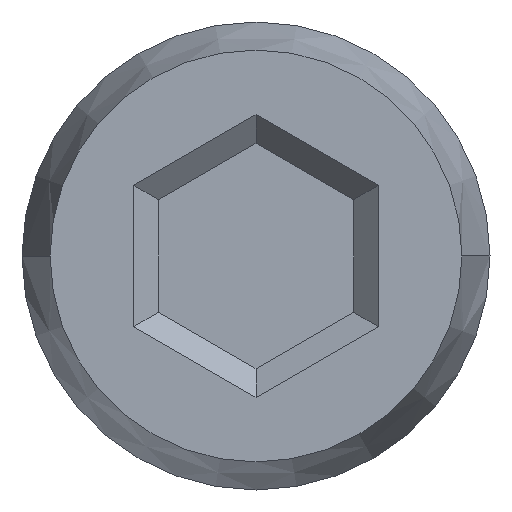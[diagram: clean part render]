
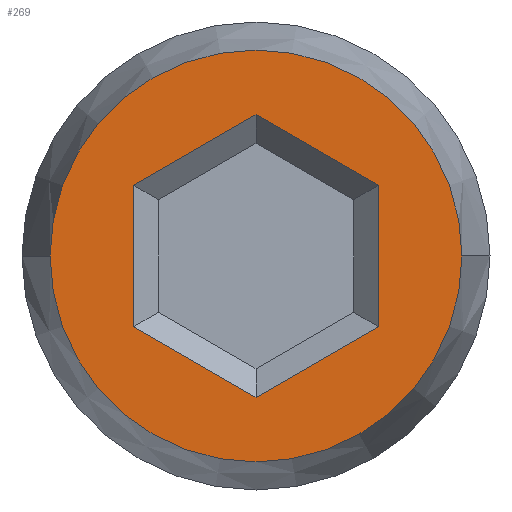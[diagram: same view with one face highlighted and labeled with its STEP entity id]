
A CAD part, left-side view. The second image highlights one B-rep face of the part: STEP entity #269.
In plain terms, the highlighted planar face has unit normal (-1, 0, 0).
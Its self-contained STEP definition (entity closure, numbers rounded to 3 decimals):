
#143 = ORIENTED_EDGE ( 'NONE', *, *, #221, .T. ) ;
#201 = ORIENTED_EDGE ( 'NONE', *, *, #202, .T. ) ;
#202 = EDGE_CURVE ( 'NONE', #222, #239, #922, .T. ) ;
#210 = EDGE_CURVE ( 'NONE', #239, #211, #1068, .T. ) ;
#211 = VERTEX_POINT ( 'NONE', #1064 ) ;
#212 = VERTEX_POINT ( 'NONE', #1063 ) ;
#221 = EDGE_CURVE ( 'NONE', #271, #222, #883, .T. ) ;
#222 = VERTEX_POINT ( 'NONE', #879 ) ;
#231 = VERTEX_POINT ( 'NONE', #931 ) ;
#232 = EDGE_CURVE ( 'NONE', #261, #231, #930, .T. ) ;
#239 = VERTEX_POINT ( 'NONE', #992 ) ;
#240 = ORIENTED_EDGE ( 'NONE', *, *, #210, .T. ) ;
#255 = EDGE_LOOP ( 'NONE', ( #259, #143, #201, #240, #273, #275 ) ) ;
#259 = ORIENTED_EDGE ( 'NONE', *, *, #260, .T. ) ;
#260 = EDGE_CURVE ( 'NONE', #270, #271, #1186, .T. ) ;
#261 = VERTEX_POINT ( 'NONE', #1136 ) ;
#269 = ADVANCED_FACE ( 'NONE', ( #1150, #1149 ), #1162, .T. ) ;
#270 = VERTEX_POINT ( 'NONE', #1101 ) ;
#271 = VERTEX_POINT ( 'NONE', #1100 ) ;
#273 = ORIENTED_EDGE ( 'NONE', *, *, #274, .T. ) ;
#274 = EDGE_CURVE ( 'NONE', #211, #212, #1099, .T. ) ;
#275 = ORIENTED_EDGE ( 'NONE', *, *, #276, .T. ) ;
#276 = EDGE_CURVE ( 'NONE', #212, #270, #1128, .T. ) ;
#277 = EDGE_LOOP ( 'NONE', ( #278, #279 ) ) ;
#278 = ORIENTED_EDGE ( 'NONE', *, *, #232, .F. ) ;
#279 = ORIENTED_EDGE ( 'NONE', *, *, #280, .F. ) ;
#280 = EDGE_CURVE ( 'NONE', #231, #261, #1123, .T. ) ;
#879 = CARTESIAN_POINT ( 'NONE',  ( -12.716, 2.722, -1.412 ) ) ;
#880 = DIRECTION ( 'NONE',  ( 0., 0.866, 0.5 ) ) ;
#881 = VECTOR ( 'NONE', #880, 1000. ) ;
#882 = CARTESIAN_POINT ( 'NONE',  ( -12.716, 2.595, -1.485 ) ) ;
#883 = LINE ( 'NONE', #882, #881 ) ;
#914 = DIRECTION ( 'NONE',  ( 0., 0., 1. ) ) ;
#915 = VECTOR ( 'NONE', #914, 1000. ) ;
#916 = CARTESIAN_POINT ( 'NONE',  ( -12.716, 2.722, -0.119 ) ) ;
#922 = LINE ( 'NONE', #916, #915 ) ;
#927 = DIRECTION ( 'NONE',  ( 1., 0., 0. ) ) ;
#928 = CARTESIAN_POINT ( 'NONE',  ( -12.716, 1.475, -0.692 ) ) ;
#929 = AXIS2_PLACEMENT_3D ( 'NONE', #928, #927, #1004 ) ;
#930 = CIRCLE ( 'NONE', #929, 2.095 ) ;
#931 = CARTESIAN_POINT ( 'NONE',  ( -12.716, -0.62, -0.692 ) ) ;
#992 = CARTESIAN_POINT ( 'NONE',  ( -12.716, 2.722, 0.027 ) ) ;
#1004 = DIRECTION ( 'NONE',  ( 0., 1., 0. ) ) ;
#1063 = CARTESIAN_POINT ( 'NONE',  ( -12.716, 0.229, 0.027 ) ) ;
#1064 = CARTESIAN_POINT ( 'NONE',  ( -12.716, 1.475, 0.747 ) ) ;
#1065 = DIRECTION ( 'NONE',  ( 0., -0.866, 0.5 ) ) ;
#1066 = VECTOR ( 'NONE', #1065, 1000. ) ;
#1067 = CARTESIAN_POINT ( 'NONE',  ( -12.716, 1.602, 0.673 ) ) ;
#1068 = LINE ( 'NONE', #1067, #1066 ) ;
#1096 = DIRECTION ( 'NONE',  ( 0., -0.866, -0.5 ) ) ;
#1097 = VECTOR ( 'NONE', #1096, 1000. ) ;
#1098 = CARTESIAN_POINT ( 'NONE',  ( -12.716, 0.356, 0.101 ) ) ;
#1099 = LINE ( 'NONE', #1098, #1097 ) ;
#1100 = CARTESIAN_POINT ( 'NONE',  ( -12.716, 1.475, -2.131 ) ) ;
#1101 = CARTESIAN_POINT ( 'NONE',  ( -12.716, 0.229, -1.412 ) ) ;
#1102 = DIRECTION ( 'NONE',  ( 0., -1., 0. ) ) ;
#1103 = DIRECTION ( 'NONE',  ( -1., 0., 0. ) ) ;
#1119 = DIRECTION ( 'NONE',  ( 0., 1., 0. ) ) ;
#1120 = DIRECTION ( 'NONE',  ( 1., 0., 0. ) ) ;
#1121 = CARTESIAN_POINT ( 'NONE',  ( -12.716, 1.475, -0.692 ) ) ;
#1122 = AXIS2_PLACEMENT_3D ( 'NONE', #1121, #1120, #1119 ) ;
#1123 = CIRCLE ( 'NONE', #1122, 2.095 ) ;
#1125 = DIRECTION ( 'NONE',  ( 0., 0., -1. ) ) ;
#1126 = VECTOR ( 'NONE', #1125, 1000. ) ;
#1127 = CARTESIAN_POINT ( 'NONE',  ( -12.716, 0.229, -1.265 ) ) ;
#1128 = LINE ( 'NONE', #1127, #1126 ) ;
#1136 = CARTESIAN_POINT ( 'NONE',  ( -12.716, 3.571, -0.692 ) ) ;
#1137 = DIRECTION ( 'NONE',  ( 0., 0.866, -0.5 ) ) ;
#1138 = VECTOR ( 'NONE', #1137, 1000. ) ;
#1139 = CARTESIAN_POINT ( 'NONE',  ( -12.716, 1.348, -2.058 ) ) ;
#1149 = FACE_OUTER_BOUND ( 'NONE', #277, .T. ) ;
#1150 = FACE_BOUND ( 'NONE', #255, .T. ) ;
#1160 = CARTESIAN_POINT ( 'NONE',  ( -12.716, 1.475, -0.692 ) ) ;
#1161 = AXIS2_PLACEMENT_3D ( 'NONE', #1160, #1103, #1102 ) ;
#1162 = PLANE ( 'NONE',  #1161 ) ;
#1186 = LINE ( 'NONE', #1139, #1138 ) ;
